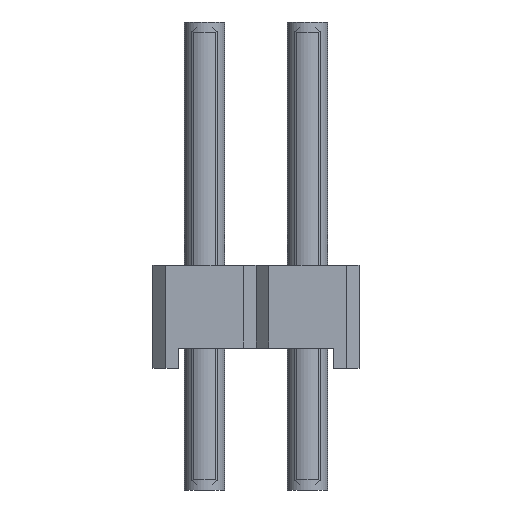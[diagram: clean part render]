
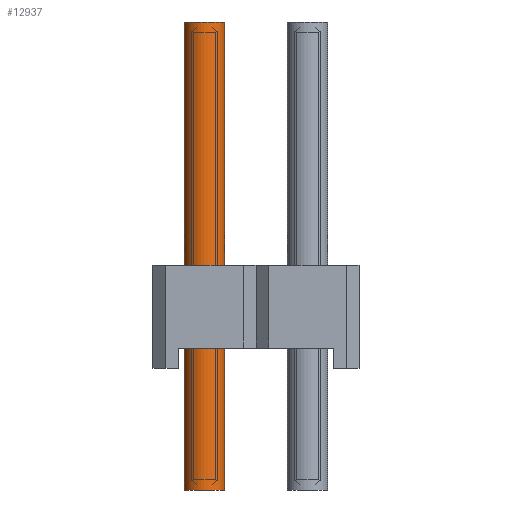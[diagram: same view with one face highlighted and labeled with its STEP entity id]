
A CAD part, left-side view. The second image highlights one B-rep face of the part: STEP entity #12937.
In plain terms, the highlighted cylindrical face has radius 0.5 mm (diameter 1 mm), a full revolution.
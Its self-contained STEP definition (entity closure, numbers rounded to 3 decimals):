
#247=CIRCLE('',#13638,0.5);
#248=CIRCLE('',#13639,0.5);
#708=CYLINDRICAL_SURFACE('',#13637,0.5);
#1045=ORIENTED_EDGE('',*,*,#4863,.F.);
#1046=ORIENTED_EDGE('',*,*,#4864,.T.);
#4863=EDGE_CURVE('',#6781,#6781,#247,.T.);
#4864=EDGE_CURVE('',#6782,#6782,#248,.T.);
#6781=VERTEX_POINT('',#18690);
#6782=VERTEX_POINT('',#18692);
#10993=EDGE_LOOP('',(#1045));
#10994=EDGE_LOOP('',(#1046));
#11755=FACE_BOUND('',#10993,.T.);
#11756=FACE_BOUND('',#10994,.T.);
#12937=ADVANCED_FACE('',(#11755,#11756),#708,.F.);
#13637=AXIS2_PLACEMENT_3D('',#18688,#14877,#14878);
#13638=AXIS2_PLACEMENT_3D('',#18689,#14879,#14880);
#13639=AXIS2_PLACEMENT_3D('',#18691,#14881,#14882);
#14877=DIRECTION('',(0.,0.,1.));
#14878=DIRECTION('',(1.,0.,0.));
#14879=DIRECTION('',(0.,0.,-1.));
#14880=DIRECTION('',(1.,0.,0.));
#14881=DIRECTION('',(0.,0.,-1.));
#14882=DIRECTION('',(1.,0.,0.));
#18688=CARTESIAN_POINT('',(0.,0.,0.));
#18689=CARTESIAN_POINT('',(0.,0.,11.54));
#18690=CARTESIAN_POINT('',(0.5,0.,11.54));
#18691=CARTESIAN_POINT('',(0.,0.,0.));
#18692=CARTESIAN_POINT('',(0.5,0.,0.));
